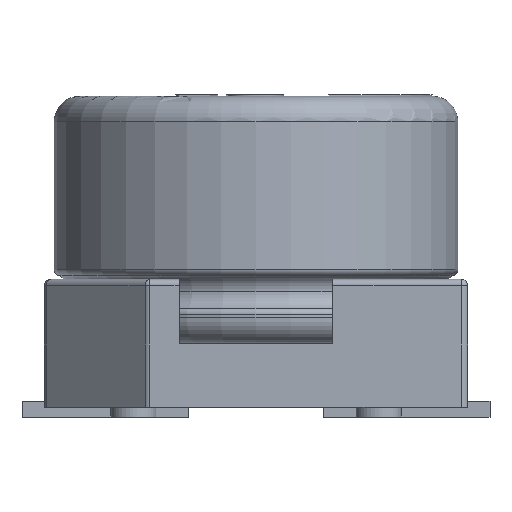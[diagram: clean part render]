
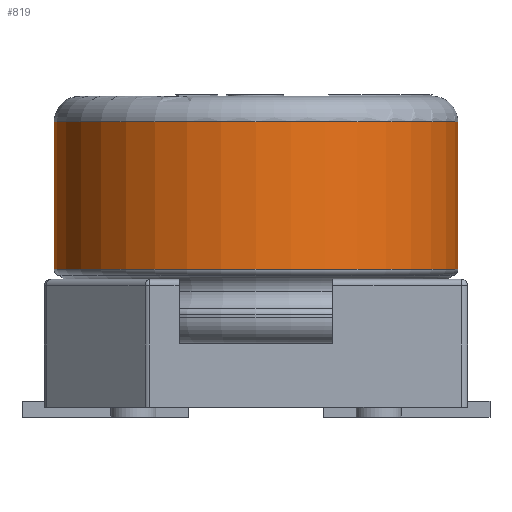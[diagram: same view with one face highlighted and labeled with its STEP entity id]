
A CAD part, left-side view. The second image highlights one B-rep face of the part: STEP entity #819.
In plain terms, the highlighted cylindrical face has radius 3.15 mm (diameter 6.3 mm), a partial arc.
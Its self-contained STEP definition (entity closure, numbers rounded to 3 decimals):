
#38 = DIRECTION ( 'NONE',  ( 0., 0., -1. ) ) ;
#111 = CIRCLE ( 'NONE', #557, 3.15 ) ;
#179 = CARTESIAN_POINT ( 'NONE',  ( 0., 0., -18.963 ) ) ;
#313 = VECTOR ( 'NONE', #1006, 1000. ) ;
#336 = ORIENTED_EDGE ( 'NONE', *, *, #1191, .T. ) ;
#557 = AXIS2_PLACEMENT_3D ( 'NONE', #4159, #38, #3086 ) ;
#819 = ADVANCED_FACE ( 'NONE', ( #2563 ), #2147, .T. ) ;
#941 = DIRECTION ( 'NONE',  ( 0., 0., -1. ) ) ;
#964 = CARTESIAN_POINT ( 'NONE',  ( 0., 3.15, -18.963 ) ) ;
#1006 = DIRECTION ( 'NONE',  ( 0., 0., -1. ) ) ;
#1191 = EDGE_CURVE ( 'NONE', #2280, #4210, #5242, .T. ) ;
#1286 = EDGE_CURVE ( 'NONE', #2280, #5397, #3377, .T. ) ;
#1305 = CARTESIAN_POINT ( 'NONE',  ( 0., 3.15, 4.454 ) ) ;
#1405 = CARTESIAN_POINT ( 'NONE',  ( 0., -3.15, -18.963 ) ) ;
#1507 = EDGE_LOOP ( 'NONE', ( #4634, #336, #2784, #4893 ) ) ;
#1646 = LINE ( 'NONE', #964, #313 ) ;
#2147 = CYLINDRICAL_SURFACE ( 'NONE', #5795, 3.15 ) ;
#2280 = VERTEX_POINT ( 'NONE', #3246 ) ;
#2563 = FACE_OUTER_BOUND ( 'NONE', #1507, .T. ) ;
#2717 = VERTEX_POINT ( 'NONE', #4552 ) ;
#2784 = ORIENTED_EDGE ( 'NONE', *, *, #3196, .T. ) ;
#2806 = CARTESIAN_POINT ( 'NONE',  ( 0., -3.15, 2.155 ) ) ;
#3086 = DIRECTION ( 'NONE',  ( 0., 1., 0. ) ) ;
#3196 = EDGE_CURVE ( 'NONE', #4210, #2717, #1646, .T. ) ;
#3246 = CARTESIAN_POINT ( 'NONE',  ( 0., -3.15, 4.454 ) ) ;
#3377 = LINE ( 'NONE', #1405, #5329 ) ;
#4017 = DIRECTION ( 'NONE',  ( 0., 1., 0. ) ) ;
#4159 = CARTESIAN_POINT ( 'NONE',  ( 0., 0., 2.155 ) ) ;
#4210 = VERTEX_POINT ( 'NONE', #1305 ) ;
#4552 = CARTESIAN_POINT ( 'NONE',  ( 0., 3.15, 2.155 ) ) ;
#4634 = ORIENTED_EDGE ( 'NONE', *, *, #1286, .F. ) ;
#4825 = DIRECTION ( 'NONE',  ( 0., 1., 0. ) ) ;
#4893 = ORIENTED_EDGE ( 'NONE', *, *, #5698, .F. ) ;
#5242 = CIRCLE ( 'NONE', #5636, 3.15 ) ;
#5329 = VECTOR ( 'NONE', #6075, 1000. ) ;
#5397 = VERTEX_POINT ( 'NONE', #2806 ) ;
#5636 = AXIS2_PLACEMENT_3D ( 'NONE', #6054, #941, #4017 ) ;
#5698 = EDGE_CURVE ( 'NONE', #5397, #2717, #111, .T. ) ;
#5795 = AXIS2_PLACEMENT_3D ( 'NONE', #179, #6423, #4825 ) ;
#6054 = CARTESIAN_POINT ( 'NONE',  ( 0., 0., 4.454 ) ) ;
#6075 = DIRECTION ( 'NONE',  ( 0., 0., -1. ) ) ;
#6423 = DIRECTION ( 'NONE',  ( 0., 0., -1. ) ) ;
